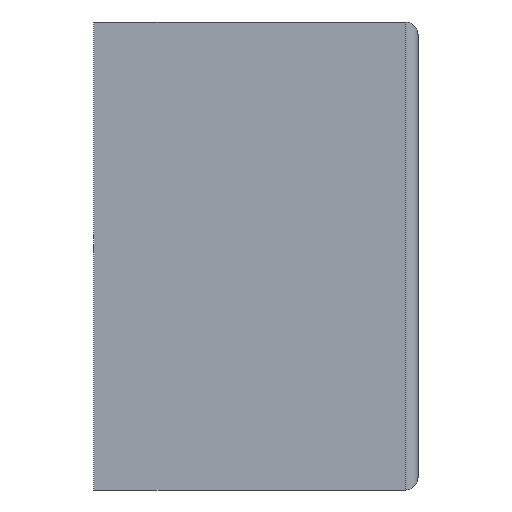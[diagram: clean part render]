
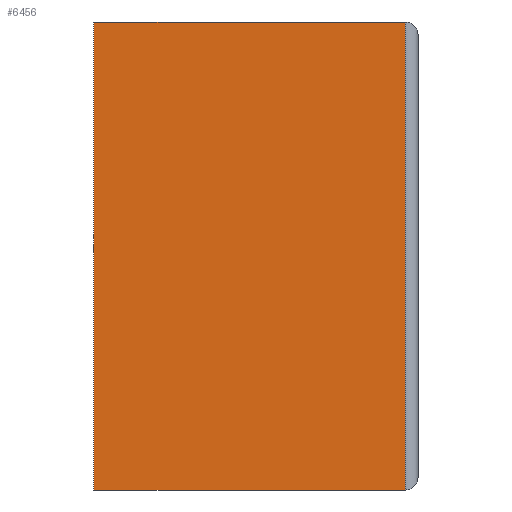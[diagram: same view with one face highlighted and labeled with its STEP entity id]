
A CAD part, left-side view. The second image highlights one B-rep face of the part: STEP entity #6456.
In plain terms, the highlighted planar face has unit normal (-1, 0, 0).
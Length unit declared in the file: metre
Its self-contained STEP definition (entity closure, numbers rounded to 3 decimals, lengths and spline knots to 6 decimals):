
#1140=ORIENTED_EDGE('',*,*,#3195,.F.);
#1141=ORIENTED_EDGE('',*,*,#3196,.T.);
#1142=ORIENTED_EDGE('',*,*,#3044,.T.);
#1143=ORIENTED_EDGE('',*,*,#3197,.T.);
#3044=EDGE_CURVE('',#4074,#4075,#4652,.T.);
#3195=EDGE_CURVE('',#4220,#4221,#4693,.T.);
#3196=EDGE_CURVE('',#4220,#4074,#4694,.F.);
#3197=EDGE_CURVE('',#4075,#4221,#4695,.T.);
#4074=VERTEX_POINT('',#8533);
#4075=VERTEX_POINT('',#8534);
#4220=VERTEX_POINT('',#8961);
#4221=VERTEX_POINT('',#8962);
#4652=LINE('',#8532,#5134);
#4693=LINE('',#8960,#5175);
#4694=LINE('',#8963,#5176);
#4695=LINE('',#8964,#5177);
#5134=VECTOR('',#7106,1.);
#5175=VECTOR('',#7257,1.);
#5176=VECTOR('',#7258,1.);
#5177=VECTOR('',#7259,1.);
#5596=EDGE_LOOP('',(#1140,#1141,#1142,#1143));
#5986=FACE_BOUND('',#5596,.T.);
#6357=PLANE('',#6884);
#6456=ADVANCED_FACE('',(#5986),#6357,.F.);
#6884=AXIS2_PLACEMENT_3D('',#8959,#7255,#7256);
#7106=DIRECTION('',(0.,1.,0.));
#7255=DIRECTION('',(1.,0.,0.));
#7256=DIRECTION('',(0.,0.,-1.));
#7257=DIRECTION('',(0.,1.,0.));
#7258=DIRECTION('',(0.,0.,-1.));
#7259=DIRECTION('',(0.,0.,-1.));
#8532=CARTESIAN_POINT('',(-0.149225,-0.070358,0.0508));
#8533=CARTESIAN_POINT('',(-0.149225,-0.067564,0.0508));
#8534=CARTESIAN_POINT('',(-0.149225,0.,0.0508));
#8959=CARTESIAN_POINT('',(-0.149225,-0.070358,0.0254));
#8960=CARTESIAN_POINT('',(-0.149225,-0.070358,-0.0508));
#8961=CARTESIAN_POINT('',(-0.149225,-0.067564,-0.0508));
#8962=CARTESIAN_POINT('',(-0.149225,0.,-0.0508));
#8963=CARTESIAN_POINT('',(-0.149225,-0.067564,0.0508));
#8964=CARTESIAN_POINT('',(-0.149225,0.,0.0254));
